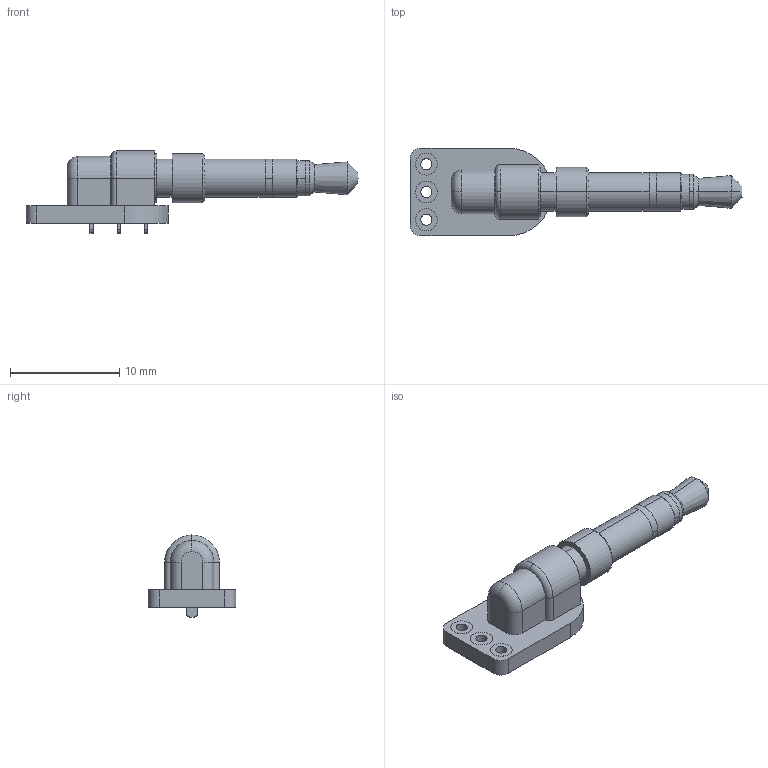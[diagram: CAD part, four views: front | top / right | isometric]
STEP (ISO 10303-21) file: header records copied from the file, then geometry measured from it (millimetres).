
FILE_DESCRIPTION (( 'STEP AP214' ), '1' );
FILE_NAME ('x-IMU3-SA-Breakout.step', '2023-12-08T20:08:47', ( '' ), ( '' ), 'SwSTEP 2.0', 'SolidWorks 2018', '' );
FILE_SCHEMA (( 'AUTOMOTIVE_DESIGN' ));
Length unit declared in the file: millimetre
Products named in the file (1): x-IMU3-SA-Breakout
Bounding box: 30.35 x 8 x 7.5 mm (x, y, z)
Volume: 482.4 mm3; surface area: 775.5 mm2
Topology: 7 solids, 7 shells, 234 faces, 566 edges, 372 vertices
Faces by surface type: plane 149, cylinder 55, bspline 16, cone 10, torus 4
Entity records: 9791 total; most frequent: CARTESIAN_POINT 1601, ORIENTED_EDGE 1132, DIRECTION 1099, EDGE_CURVE 566, VECTOR 407, LINE 407, VERTEX_POINT 372, AXIS2_PLACEMENT_3D 346
